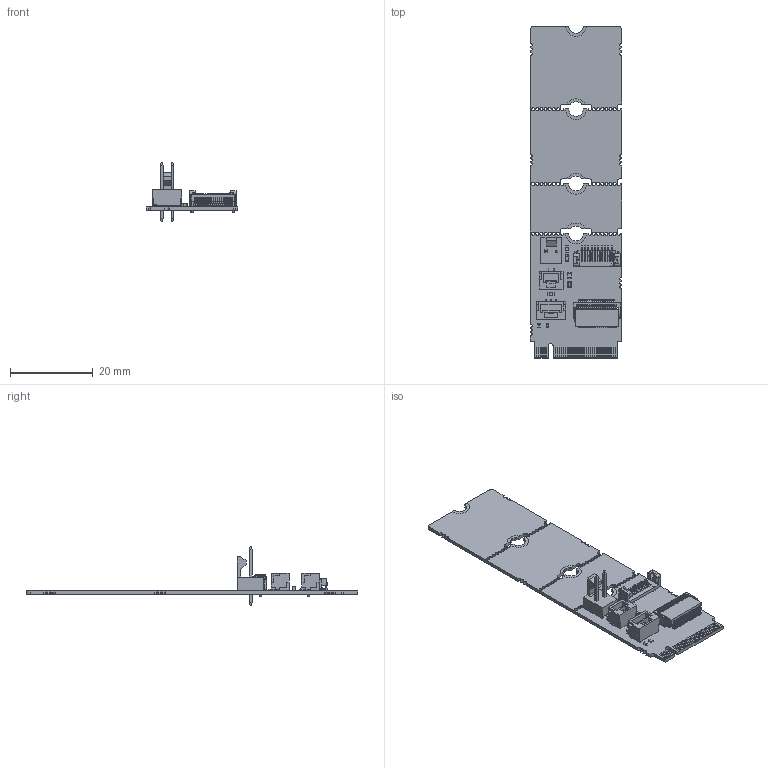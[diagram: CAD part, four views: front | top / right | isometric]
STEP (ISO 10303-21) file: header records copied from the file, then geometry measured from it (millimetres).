
FILE_DESCRIPTION(/* description */ (''),/* implementation_level */ '2;1');
FILE_NAME(/* name */ 'STP-ACCS-(ADPT-MX-X4G3-FF-M2).stp',/* time_stamp */ '2022-11-07T10:44:09+01:00',/* author */ (''),/* organization */ (''),/* preprocessor_version */ 'ST-DEVELOPER v18.102',/* originating_system */ 'SIEMENS PLM Software NX2206.3001',/* authorisation */ '');
FILE_SCHEMA (('AUTOMOTIVE_DESIGN { 1 0 10303 214 3 1 1 1 }'));
Products named in the file (1): ADPT-MX-X4G3-FF-M2
Bounding box: 22 x 80 x 14.22 mm (x, y, z)
Volume: 1795.1 mm3; surface area: 5436.2 mm2
Topology: 26 solids, 26 shells, 3563 faces, 10280 edges, 6739 vertices
Faces by surface type: plane 2582, cylinder 903, sphere 71, bspline 6, torus 1
Full cylindrical faces by diameter (mm): 0.15 x1, 0.75 x41, 0.8 x2, 0.89 x2, 0.9 x2, 1 x2, 1.16 x2
Entity records: 136534 total; most frequent: CARTESIAN_POINT 20821, ORIENTED_EDGE 20484, DIRECTION 19115, EDGE_CURVE 10242, LINE 8359, VECTOR 8359, VERTEX_POINT 6738, AXIS2_PLACEMENT_3D 5378
